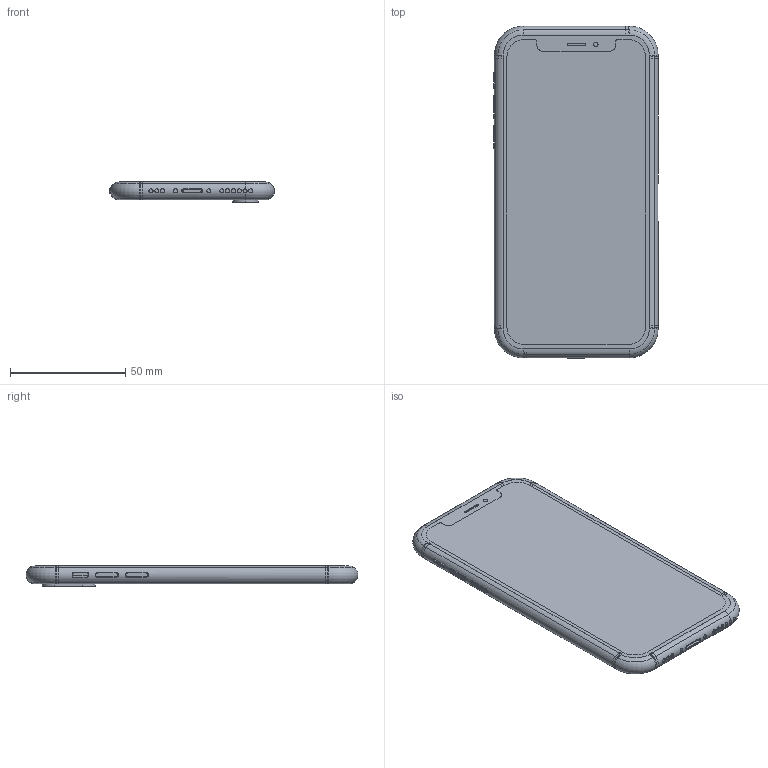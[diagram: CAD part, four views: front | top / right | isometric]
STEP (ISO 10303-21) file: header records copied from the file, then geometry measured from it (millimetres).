
FILE_DESCRIPTION(/* description */ (''),/* implementation_level */ '2;1');
FILE_NAME(/* name */ 'iPhone XS.stp',/* time_stamp */ '2018-09-17T15:16:24+02:00',/* author */ (''),/* organization */ (''),/* preprocessor_version */ 'ST-DEVELOPER v15.2',/* originating_system */ 'Autodesk Translator Framework v2.0.0.5431',/* authorisation */ '');
FILE_SCHEMA (('AUTOMOTIVE_DESIGN { 1 0 10303 214 3 1 1 }'));
Length unit declared in the file: centimetre
Products named in the file (1): iphone XS
Bounding box: 71.28 x 143.75 x 8.82 mm (x, y, z)
Surface area: 78372.5 mm2
Topology: 54 solids, 54 shells, 508 faces, 1146 edges, 765 vertices
Faces by surface type: plane 234, bspline 158, cylinder 98, torus 18
Full cylindrical faces by diameter (mm): 1 x1, 1.341 x4, 1.764 x22, 1.976 x2, 2.328 x4, 3.316 x4, 3.528 x2, 4.374 x6, 7.65 x4
Entity records: 16310 total; most frequent: CARTESIAN_POINT 6269, ORIENTED_EDGE 2170, DIRECTION 1661, EDGE_CURVE 1085, VERTEX_POINT 753, EDGE_LOOP 612, AXIS2_PLACEMENT_3D 564, LINE 533
